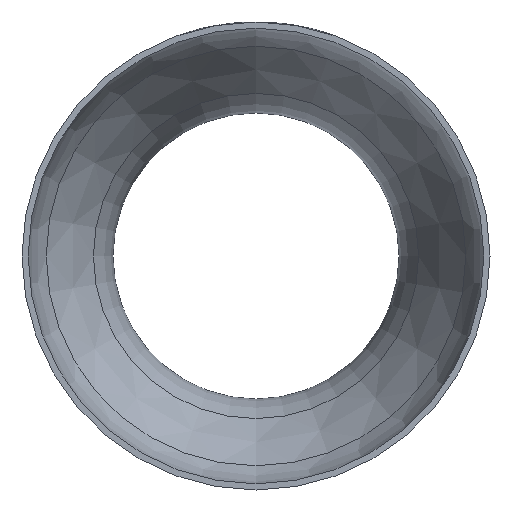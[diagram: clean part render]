
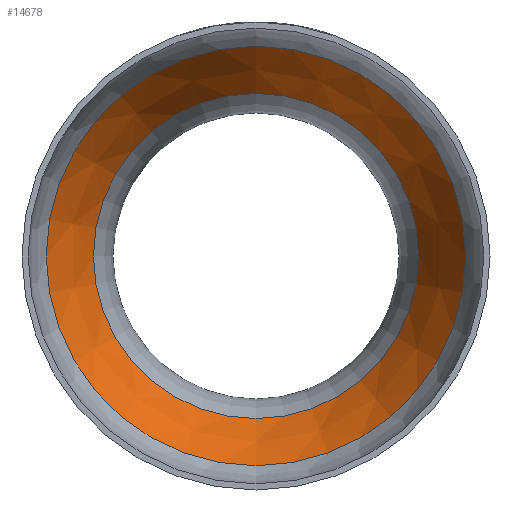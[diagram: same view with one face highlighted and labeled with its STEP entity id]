
A CAD part, front view. The second image highlights one B-rep face of the part: STEP entity #14678.
In plain terms, the highlighted conical face has half-angle 28.037 degrees and reference radius 98.189 mm.
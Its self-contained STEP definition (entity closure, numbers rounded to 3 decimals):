
#369 = DIRECTION ( 'NONE',  ( 0., 0., -1. ) ) ;
#1294 = CIRCLE ( 'NONE', #1833, 98.189 ) ;
#1558 = CIRCLE ( 'NONE', #9037, 76.092 ) ;
#1652 = VERTEX_POINT ( 'NONE', #13421 ) ;
#1833 = AXIS2_PLACEMENT_3D ( 'NONE', #8682, #4082, #10911 ) ;
#3220 = EDGE_LOOP ( 'NONE', ( #14505 ) ) ;
#3639 = ORIENTED_EDGE ( 'NONE', *, *, #5998, .F. ) ;
#3850 = FACE_BOUND ( 'NONE', #8932, .T. ) ;
#4082 = DIRECTION ( 'NONE',  ( 0., -1., 0. ) ) ;
#5998 = EDGE_CURVE ( 'NONE', #7651, #7651, #1558, .T. ) ;
#6561 = DIRECTION ( 'NONE',  ( 0., -1., 0. ) ) ;
#6720 = DIRECTION ( 'NONE',  ( 0., 0., -1. ) ) ;
#7295 = AXIS2_PLACEMENT_3D ( 'NONE', #8405, #14162, #369 ) ;
#7651 = VERTEX_POINT ( 'NONE', #13372 ) ;
#8405 = CARTESIAN_POINT ( 'NONE',  ( 0., 53.89, 0. ) ) ;
#8682 = CARTESIAN_POINT ( 'NONE',  ( 0., 53.89, 0. ) ) ;
#8932 = EDGE_LOOP ( 'NONE', ( #3639 ) ) ;
#9037 = AXIS2_PLACEMENT_3D ( 'NONE', #9078, #6561, #6720 ) ;
#9078 = CARTESIAN_POINT ( 'NONE',  ( 0., 95.384, 0. ) ) ;
#10911 = DIRECTION ( 'NONE',  ( 0., 0., -1. ) ) ;
#11623 = FACE_OUTER_BOUND ( 'NONE', #3220, .T. ) ;
#13372 = CARTESIAN_POINT ( 'NONE',  ( 0., 95.384, -76.092 ) ) ;
#13421 = CARTESIAN_POINT ( 'NONE',  ( 0., 53.89, -98.189 ) ) ;
#14162 = DIRECTION ( 'NONE',  ( 0., -1., 0. ) ) ;
#14505 = ORIENTED_EDGE ( 'NONE', *, *, #15004, .T. ) ;
#14678 = ADVANCED_FACE ( 'NONE', ( #3850, #11623 ), #14715, .F. ) ;
#14715 = CONICAL_SURFACE ( 'NONE', #7295, 98.189, 0.489 ) ;
#15004 = EDGE_CURVE ( 'NONE', #1652, #1652, #1294, .T. ) ;
